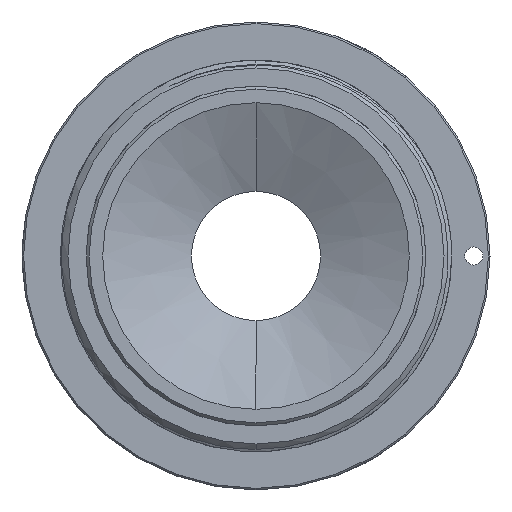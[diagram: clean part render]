
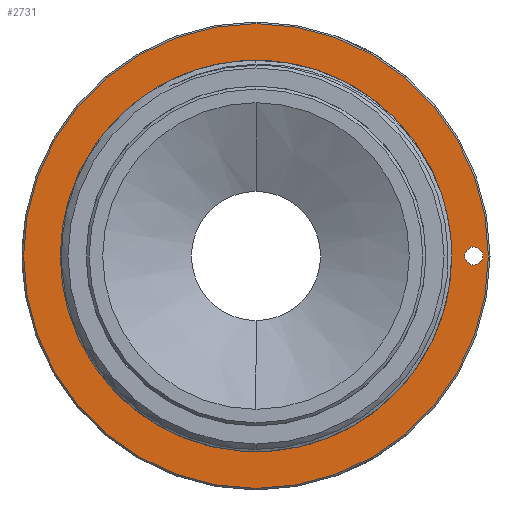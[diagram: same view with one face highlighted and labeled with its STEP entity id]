
A CAD part, left-side view. The second image highlights one B-rep face of the part: STEP entity #2731.
In plain terms, the highlighted planar face has unit normal (-1, 0, 0).
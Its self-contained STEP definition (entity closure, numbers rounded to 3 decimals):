
#100 = VERTEX_POINT ( 'NONE', #4920 ) ;
#114 =( BOUNDED_CURVE ( )  B_SPLINE_CURVE ( 3, ( #3760, #521, #4350, #3853 ),
 .UNSPECIFIED., .F., .F. ) 
 B_SPLINE_CURVE_WITH_KNOTS ( ( 4, 4 ),
 ( 0., 1. ),
 .UNSPECIFIED. ) 
 CURVE ( )  GEOMETRIC_REPRESENTATION_ITEM ( )  RATIONAL_B_SPLINE_CURVE ( ( 0.957, 0.319, 0.319, 0.957 ) ) 
 REPRESENTATION_ITEM ( '' )  );
#441 = EDGE_LOOP ( 'NONE', ( #4256, #3200 ) ) ;
#521 = CARTESIAN_POINT ( 'NONE',  ( -15.24, 59.995, 29.997 ) ) ;
#647 = CARTESIAN_POINT ( 'NONE',  ( -15.24, 0., 0. ) ) ;
#653 = EDGE_LOOP ( 'NONE', ( #6565, #5548 ) ) ;
#663 = AXIS2_PLACEMENT_3D ( 'NONE', #3860, #4905, #1715 ) ;
#1024 = DIRECTION ( 'NONE',  ( -1., 0., 0. ) ) ;
#1069 = EDGE_LOOP ( 'NONE', ( #6210, #4178 ) ) ;
#1177 = FACE_BOUND ( 'NONE', #653, .T. ) ;
#1187 = EDGE_CURVE ( 'NONE', #5528, #5046, #6619, .T. ) ;
#1209 = CARTESIAN_POINT ( 'NONE',  ( -15.24, 0., 0. ) ) ;
#1321 = PLANE ( 'NONE',  #6016 ) ;
#1437 = CIRCLE ( 'NONE', #2639, 36.576 ) ;
#1715 = DIRECTION ( 'NONE',  ( 0., 0., -1. ) ) ;
#1778 = EDGE_CURVE ( 'NONE', #6555, #100, #6845, .T. ) ;
#1840 = AXIS2_PLACEMENT_3D ( 'NONE', #3174, #1024, #4805 ) ;
#2051 = CARTESIAN_POINT ( 'NONE',  ( -15.24, -37.015, 37.015 ) ) ;
#2093 = CARTESIAN_POINT ( 'NONE',  ( -15.24, 0., -29.997 ) ) ;
#2182 = CARTESIAN_POINT ( 'NONE',  ( -15.24, -59.995, 29.997 ) ) ;
#2285 = DIRECTION ( 'NONE',  ( 1., 0., 0. ) ) ;
#2304 = CARTESIAN_POINT ( 'NONE',  ( -15.24, -34.29, -1.422 ) ) ;
#2366 = FACE_OUTER_BOUND ( 'NONE', #441, .T. ) ;
#2639 = AXIS2_PLACEMENT_3D ( 'NONE', #647, #2285, #6071 ) ;
#2659 = EDGE_CURVE ( 'NONE', #100, #6555, #114, .T. ) ;
#2731 = ADVANCED_FACE ( 'NONE', ( #1177, #6762, #2366 ), #1321, .F. ) ;
#2958 = EDGE_CURVE ( 'NONE', #5046, #5528, #3721, .T. ) ;
#3174 = CARTESIAN_POINT ( 'NONE',  ( -15.24, -34.29, 0. ) ) ;
#3200 = ORIENTED_EDGE ( 'NONE', *, *, #5456, .F. ) ;
#3389 = AXIS2_PLACEMENT_3D ( 'NONE', #1209, #3851, #4457 ) ;
#3455 = EDGE_CURVE ( 'NONE', #3585, #4205, #6773, .T. ) ;
#3585 = VERTEX_POINT ( 'NONE', #4413 ) ;
#3721 = CIRCLE ( 'NONE', #663, 1.422 ) ;
#3760 = CARTESIAN_POINT ( 'NONE',  ( -15.24, 0., 29.997 ) ) ;
#3851 = DIRECTION ( 'NONE',  ( 1., 0., 0. ) ) ;
#3853 = CARTESIAN_POINT ( 'NONE',  ( -15.24, 0., -29.997 ) ) ;
#3860 = CARTESIAN_POINT ( 'NONE',  ( -15.24, -34.29, 0. ) ) ;
#4178 = ORIENTED_EDGE ( 'NONE', *, *, #2958, .F. ) ;
#4205 = VERTEX_POINT ( 'NONE', #6650 ) ;
#4256 = ORIENTED_EDGE ( 'NONE', *, *, #3455, .F. ) ;
#4350 = CARTESIAN_POINT ( 'NONE',  ( -15.24, 59.995, -29.997 ) ) ;
#4413 = CARTESIAN_POINT ( 'NONE',  ( -15.24, 0., -36.576 ) ) ;
#4457 = DIRECTION ( 'NONE',  ( 0., 0., -1. ) ) ;
#4692 = DIRECTION ( 'NONE',  ( 1., 0., 0. ) ) ;
#4805 = DIRECTION ( 'NONE',  ( 0., 0., -1. ) ) ;
#4905 = DIRECTION ( 'NONE',  ( -1., 0., 0. ) ) ;
#4920 = CARTESIAN_POINT ( 'NONE',  ( -15.24, 0., 29.997 ) ) ;
#4947 = CARTESIAN_POINT ( 'NONE',  ( -15.24, 0., 29.997 ) ) ;
#5046 = VERTEX_POINT ( 'NONE', #6697 ) ;
#5456 = EDGE_CURVE ( 'NONE', #4205, #3585, #1437, .T. ) ;
#5528 = VERTEX_POINT ( 'NONE', #2304 ) ;
#5548 = ORIENTED_EDGE ( 'NONE', *, *, #2659, .F. ) ;
#6016 = AXIS2_PLACEMENT_3D ( 'NONE', #2051, #4692, #6373 ) ;
#6071 = DIRECTION ( 'NONE',  ( 0., 0., -1. ) ) ;
#6210 = ORIENTED_EDGE ( 'NONE', *, *, #1187, .F. ) ;
#6373 = DIRECTION ( 'NONE',  ( 0., 0., -1. ) ) ;
#6484 = CARTESIAN_POINT ( 'NONE',  ( -15.24, -59.995, -29.997 ) ) ;
#6532 = CARTESIAN_POINT ( 'NONE',  ( -15.24, 0., -29.997 ) ) ;
#6555 = VERTEX_POINT ( 'NONE', #2093 ) ;
#6565 = ORIENTED_EDGE ( 'NONE', *, *, #1778, .F. ) ;
#6619 = CIRCLE ( 'NONE', #1840, 1.422 ) ;
#6650 = CARTESIAN_POINT ( 'NONE',  ( -15.24, 0., 36.576 ) ) ;
#6697 = CARTESIAN_POINT ( 'NONE',  ( -15.24, -34.29, 1.422 ) ) ;
#6762 = FACE_BOUND ( 'NONE', #1069, .T. ) ;
#6773 = CIRCLE ( 'NONE', #3389, 36.576 ) ;
#6845 =( BOUNDED_CURVE ( )  B_SPLINE_CURVE ( 3, ( #6532, #6484, #2182, #4947 ),
 .UNSPECIFIED., .F., .F. ) 
 B_SPLINE_CURVE_WITH_KNOTS ( ( 4, 4 ),
 ( 0., 1. ),
 .UNSPECIFIED. ) 
 CURVE ( )  GEOMETRIC_REPRESENTATION_ITEM ( )  RATIONAL_B_SPLINE_CURVE ( ( 0.957, 0.319, 0.319, 0.957 ) ) 
 REPRESENTATION_ITEM ( '' )  );
